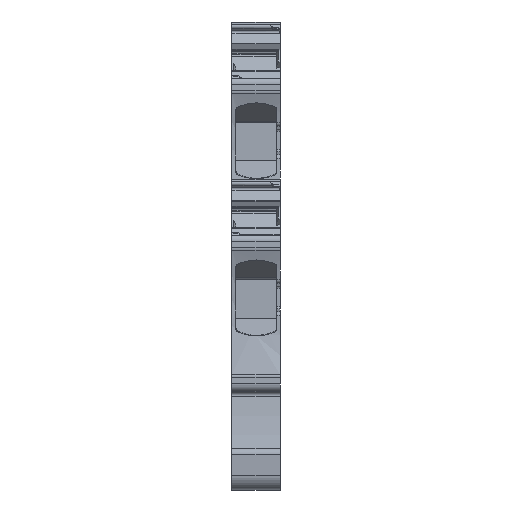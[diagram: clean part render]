
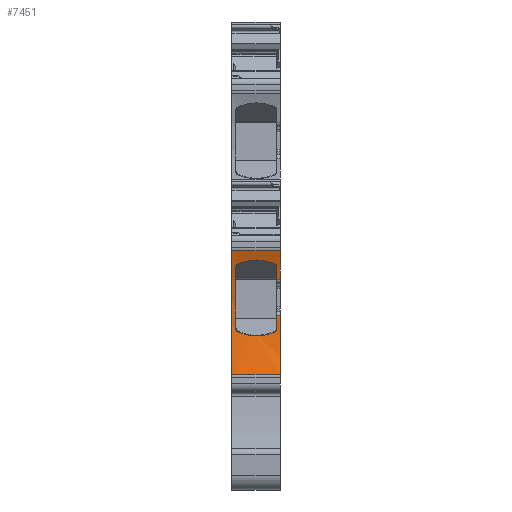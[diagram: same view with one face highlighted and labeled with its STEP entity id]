
A CAD part, front view. The second image highlights one B-rep face of the part: STEP entity #7451.
In plain terms, the highlighted cylindrical face has radius 22.253 mm (diameter 44.507 mm), a partial arc.
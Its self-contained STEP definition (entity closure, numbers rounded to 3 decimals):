
#1279=AXIS2_PLACEMENT_3D('Circle Axis2P3D',#1277,#1278,$) ;
#1335=AXIS2_PLACEMENT_3D('Circle Axis2P3D',#1333,#1334,$) ;
#7332=AXIS2_PLACEMENT_3D('Cylinder Axis2P3D',#7329,#7330,#7331) ;
#7343=AXIS2_PLACEMENT_3D('Circle Axis2P3D',#7341,#7342,$) ;
#7377=AXIS2_PLACEMENT_3D('Circle Axis2P3D',#7375,#7376,$) ;
#7411=AXIS2_PLACEMENT_3D('Circle Axis2P3D',#7409,#7410,$) ;
#7423=AXIS2_PLACEMENT_3D('Circle Axis2P3D',#7421,#7422,$) ;
#1274=CARTESIAN_POINT('Vertex',(6.1,1.593,30.345)) ;
#1277=CARTESIAN_POINT('Axis2P3D Location',(6.1,-19.225,22.482)) ;
#1281=CARTESIAN_POINT('Vertex',(6.1,2.642,26.614)) ;
#1330=CARTESIAN_POINT('Vertex',(6.1,3.026,22.121)) ;
#1333=CARTESIAN_POINT('Axis2P3D Location',(6.1,-19.225,22.482)) ;
#1337=CARTESIAN_POINT('Vertex',(6.1,1.593,14.619)) ;
#7314=CARTESIAN_POINT('Vertex',(0.,1.593,30.345)) ;
#7317=CARTESIAN_POINT('Line Origine',(3.05,1.593,30.345)) ;
#7329=CARTESIAN_POINT('Axis2P3D Location',(3.05,-19.225,22.482)) ;
#7334=CARTESIAN_POINT('Line Origine',(3.05,3.026,22.121)) ;
#7338=CARTESIAN_POINT('Vertex',(5.7,3.026,22.121)) ;
#7341=CARTESIAN_POINT('Axis2P3D Location',(5.7,-19.225,22.482)) ;
#7345=CARTESIAN_POINT('Vertex',(5.7,2.937,20.47)) ;
#7349=CARTESIAN_POINT('Control Point',(5.402,2.891,20.012)) ;
#7350=CARTESIAN_POINT('Control Point',(5.534,2.898,20.07)) ;
#7351=CARTESIAN_POINT('Control Point',(5.644,2.91,20.18)) ;
#7352=CARTESIAN_POINT('Control Point',(5.7,2.924,20.325)) ;
#7353=CARTESIAN_POINT('Control Point',(5.7,2.937,20.47)) ;
#7354=CARTESIAN_POINT('Vertex',(5.402,2.891,20.012)) ;
#7358=CARTESIAN_POINT('Control Point',(0.798,2.891,20.012)) ;
#7359=CARTESIAN_POINT('Control Point',(1.881,2.838,19.533)) ;
#7360=CARTESIAN_POINT('Control Point',(3.1,2.803,19.353)) ;
#7361=CARTESIAN_POINT('Control Point',(4.319,2.838,19.533)) ;
#7362=CARTESIAN_POINT('Control Point',(5.402,2.891,20.012)) ;
#7363=CARTESIAN_POINT('Vertex',(0.798,2.891,20.012)) ;
#7367=CARTESIAN_POINT('Control Point',(0.798,2.891,20.012)) ;
#7368=CARTESIAN_POINT('Control Point',(0.666,2.898,20.07)) ;
#7369=CARTESIAN_POINT('Control Point',(0.556,2.91,20.18)) ;
#7370=CARTESIAN_POINT('Control Point',(0.5,2.924,20.325)) ;
#7371=CARTESIAN_POINT('Control Point',(0.5,2.937,20.47)) ;
#7372=CARTESIAN_POINT('Vertex',(0.5,2.937,20.47)) ;
#7375=CARTESIAN_POINT('Axis2P3D Location',(0.5,-19.225,22.482)) ;
#7379=CARTESIAN_POINT('Vertex',(0.5,2.28,28.207)) ;
#7383=CARTESIAN_POINT('Control Point',(0.798,2.152,28.665)) ;
#7384=CARTESIAN_POINT('Control Point',(0.664,2.17,28.605)) ;
#7385=CARTESIAN_POINT('Control Point',(0.554,2.202,28.493)) ;
#7386=CARTESIAN_POINT('Control Point',(0.5,2.241,28.35)) ;
#7387=CARTESIAN_POINT('Control Point',(0.5,2.28,28.207)) ;
#7388=CARTESIAN_POINT('Vertex',(0.798,2.152,28.665)) ;
#7392=CARTESIAN_POINT('Control Point',(5.402,2.152,28.665)) ;
#7393=CARTESIAN_POINT('Control Point',(4.323,2.015,29.141)) ;
#7394=CARTESIAN_POINT('Control Point',(3.1,1.946,29.324)) ;
#7395=CARTESIAN_POINT('Control Point',(1.877,2.015,29.141)) ;
#7396=CARTESIAN_POINT('Control Point',(0.798,2.152,28.665)) ;
#7397=CARTESIAN_POINT('Vertex',(5.402,2.152,28.665)) ;
#7401=CARTESIAN_POINT('Control Point',(5.402,2.152,28.665)) ;
#7402=CARTESIAN_POINT('Control Point',(5.536,2.17,28.605)) ;
#7403=CARTESIAN_POINT('Control Point',(5.646,2.202,28.493)) ;
#7404=CARTESIAN_POINT('Control Point',(5.7,2.241,28.35)) ;
#7405=CARTESIAN_POINT('Control Point',(5.7,2.28,28.207)) ;
#7406=CARTESIAN_POINT('Vertex',(5.7,2.28,28.207)) ;
#7409=CARTESIAN_POINT('Axis2P3D Location',(5.7,-19.225,22.482)) ;
#7413=CARTESIAN_POINT('Vertex',(5.7,2.642,26.614)) ;
#7416=CARTESIAN_POINT('Line Origine',(3.05,2.642,26.614)) ;
#7421=CARTESIAN_POINT('Axis2P3D Location',(0.,-19.225,22.482)) ;
#7425=CARTESIAN_POINT('Vertex',(0.,1.593,14.619)) ;
#7428=CARTESIAN_POINT('Line Origine',(3.05,1.593,14.619)) ;
#1278=DIRECTION('Axis2P3D Direction',(1.,0.,0.)) ;
#1334=DIRECTION('Axis2P3D Direction',(1.,0.,0.)) ;
#7318=DIRECTION('Vector Direction',(1.,0.,0.)) ;
#7330=DIRECTION('Axis2P3D Direction',(1.,0.,0.)) ;
#7331=DIRECTION('Axis2P3D XDirection',(0.,0.935,-0.353)) ;
#7335=DIRECTION('Vector Direction',(1.,0.,0.)) ;
#7342=DIRECTION('Axis2P3D Direction',(1.,0.,0.)) ;
#7376=DIRECTION('Axis2P3D Direction',(1.,0.,0.)) ;
#7410=DIRECTION('Axis2P3D Direction',(1.,0.,0.)) ;
#7417=DIRECTION('Vector Direction',(1.,0.,0.)) ;
#7422=DIRECTION('Axis2P3D Direction',(1.,0.,0.)) ;
#7429=DIRECTION('Vector Direction',(1.,0.,0.)) ;
#7319=VECTOR('Line Direction',#7318,1.) ;
#7336=VECTOR('Line Direction',#7335,1.) ;
#7418=VECTOR('Line Direction',#7417,1.) ;
#7430=VECTOR('Line Direction',#7429,1.) ;
#7434=ORIENTED_EDGE('',*,*,#7340,.F.) ;
#7435=ORIENTED_EDGE('',*,*,#7347,.T.) ;
#7436=ORIENTED_EDGE('',*,*,#7356,.F.) ;
#7437=ORIENTED_EDGE('',*,*,#7365,.F.) ;
#7438=ORIENTED_EDGE('',*,*,#7374,.T.) ;
#7439=ORIENTED_EDGE('',*,*,#7381,.T.) ;
#7440=ORIENTED_EDGE('',*,*,#7390,.F.) ;
#7441=ORIENTED_EDGE('',*,*,#7399,.F.) ;
#7442=ORIENTED_EDGE('',*,*,#7408,.T.) ;
#7443=ORIENTED_EDGE('',*,*,#7415,.T.) ;
#7444=ORIENTED_EDGE('',*,*,#7420,.T.) ;
#7445=ORIENTED_EDGE('',*,*,#1283,.T.) ;
#7446=ORIENTED_EDGE('',*,*,#7321,.F.) ;
#7447=ORIENTED_EDGE('',*,*,#7427,.F.) ;
#7448=ORIENTED_EDGE('',*,*,#7432,.T.) ;
#7449=ORIENTED_EDGE('',*,*,#1339,.T.) ;
#7451=ADVANCED_FACE('MLD_AL2T_4',(#7450),#7333,.F.) ;
#7348=B_SPLINE_CURVE_WITH_KNOTS('',4,(#7349,#7350,#7351,#7352,#7353),.UNSPECIFIED.,.F.,.U.,(5,5),(0.,0.82),.UNSPECIFIED.) ;
#7357=B_SPLINE_CURVE_WITH_KNOTS('',4,(#7358,#7359,#7360,#7361,#7362),.UNSPECIFIED.,.F.,.U.,(5,5),(0.,6.705),.UNSPECIFIED.) ;
#7366=B_SPLINE_CURVE_WITH_KNOTS('',4,(#7367,#7368,#7369,#7370,#7371),.UNSPECIFIED.,.F.,.U.,(5,5),(0.,0.82),.UNSPECIFIED.) ;
#7382=B_SPLINE_CURVE_WITH_KNOTS('',4,(#7383,#7384,#7385,#7386,#7387),.UNSPECIFIED.,.F.,.U.,(5,5),(0.,0.837),.UNSPECIFIED.) ;
#7391=B_SPLINE_CURVE_WITH_KNOTS('',4,(#7392,#7393,#7394,#7395,#7396),.UNSPECIFIED.,.F.,.U.,(5,5),(0.,6.719),.UNSPECIFIED.) ;
#7400=B_SPLINE_CURVE_WITH_KNOTS('',4,(#7401,#7402,#7403,#7404,#7405),.UNSPECIFIED.,.F.,.U.,(5,5),(0.,0.837),.UNSPECIFIED.) ;
#1280=CIRCLE('generated circle',#1279,22.253) ;
#1336=CIRCLE('generated circle',#1335,22.253) ;
#7344=CIRCLE('generated circle',#7343,22.253) ;
#7378=CIRCLE('generated circle',#7377,22.253) ;
#7412=CIRCLE('generated circle',#7411,22.253) ;
#7424=CIRCLE('generated circle',#7423,22.253) ;
#7333=CYLINDRICAL_SURFACE('generated cylinder',#7332,22.253) ;
#1283=EDGE_CURVE('',#1282,#1275,#1280,.T.) ;
#1339=EDGE_CURVE('',#1338,#1331,#1336,.T.) ;
#7321=EDGE_CURVE('',#7315,#1275,#7320,.T.) ;
#7340=EDGE_CURVE('',#7339,#1331,#7337,.T.) ;
#7347=EDGE_CURVE('',#7339,#7346,#7344,.F.) ;
#7356=EDGE_CURVE('',#7355,#7346,#7348,.T.) ;
#7365=EDGE_CURVE('',#7364,#7355,#7357,.T.) ;
#7374=EDGE_CURVE('',#7364,#7373,#7366,.T.) ;
#7381=EDGE_CURVE('',#7373,#7380,#7378,.T.) ;
#7390=EDGE_CURVE('',#7389,#7380,#7382,.T.) ;
#7399=EDGE_CURVE('',#7398,#7389,#7391,.T.) ;
#7408=EDGE_CURVE('',#7398,#7407,#7400,.T.) ;
#7415=EDGE_CURVE('',#7407,#7414,#7412,.F.) ;
#7420=EDGE_CURVE('',#7414,#1282,#7419,.T.) ;
#7427=EDGE_CURVE('',#7426,#7315,#7424,.T.) ;
#7432=EDGE_CURVE('',#7426,#1338,#7431,.T.) ;
#7433=EDGE_LOOP('',(#7434,#7435,#7436,#7437,#7438,#7439,#7440,#7441,#7442,#7443,#7444,#7445,#7446,#7447,#7448,#7449)) ;
#7450=FACE_OUTER_BOUND('',#7433,.T.) ;
#7320=LINE('Line',#7317,#7319) ;
#7337=LINE('Line',#7334,#7336) ;
#7419=LINE('Line',#7416,#7418) ;
#7431=LINE('Line',#7428,#7430) ;
#1275=VERTEX_POINT('',#1274) ;
#1282=VERTEX_POINT('',#1281) ;
#1331=VERTEX_POINT('',#1330) ;
#1338=VERTEX_POINT('',#1337) ;
#7315=VERTEX_POINT('',#7314) ;
#7339=VERTEX_POINT('',#7338) ;
#7346=VERTEX_POINT('',#7345) ;
#7355=VERTEX_POINT('',#7354) ;
#7364=VERTEX_POINT('',#7363) ;
#7373=VERTEX_POINT('',#7372) ;
#7380=VERTEX_POINT('',#7379) ;
#7389=VERTEX_POINT('',#7388) ;
#7398=VERTEX_POINT('',#7397) ;
#7407=VERTEX_POINT('',#7406) ;
#7414=VERTEX_POINT('',#7413) ;
#7426=VERTEX_POINT('',#7425) ;
